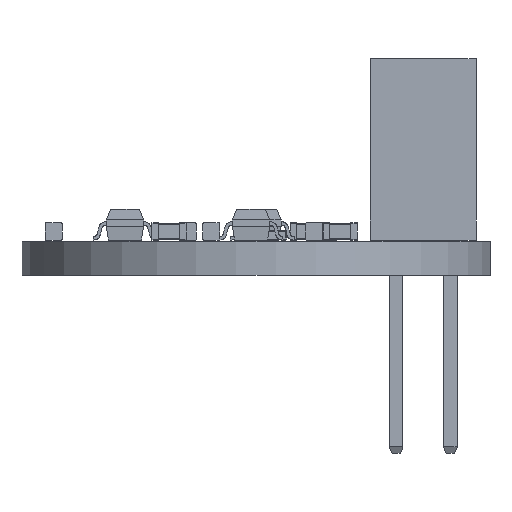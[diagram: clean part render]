
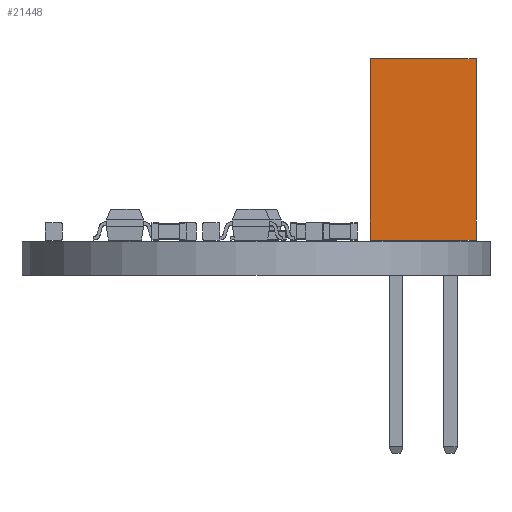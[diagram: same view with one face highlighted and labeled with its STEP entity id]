
A CAD part, front view. The second image highlights one B-rep face of the part: STEP entity #21448.
In plain terms, the highlighted free-form (B-spline) face has degree [1, 1] with [2, 2] control points.
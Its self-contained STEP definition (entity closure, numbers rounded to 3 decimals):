
#19149 = B_SPLINE_SURFACE_WITH_KNOTS('',1,1,(
    (#19150,#19151)
    ,(#19152,#19153
    )),.UNSPECIFIED.,.F.,.F.,.F.,(2,2),(2,2),(-2.477,2.477),(-4.064,
    4.064),.PIECEWISE_BEZIER_KNOTS.);
#19150 = CARTESIAN_POINT('',(-4.064,8.509,-2.477));
#19151 = CARTESIAN_POINT('',(4.064,8.509,-2.477));
#19152 = CARTESIAN_POINT('',(-4.064,8.509,2.477));
#19153 = CARTESIAN_POINT('',(4.064,8.509,2.477));
#19293 = VERTEX_POINT('',#19294);
#19294 = CARTESIAN_POINT('',(4.064,0.,-2.477));
#19302 = B_SPLINE_SURFACE_WITH_KNOTS('',1,1,(
    (#19303,#19304)
    ,(#19305,#19306
  )),.UNSPECIFIED.,.F.,.F.,.F.,(2,2),(2,2),(-8.128,0.),(-8.509,0.),
  .PIECEWISE_BEZIER_KNOTS.);
#19303 = CARTESIAN_POINT('',(-4.064,0.,-2.477));
#19304 = CARTESIAN_POINT('',(-4.064,8.509,-2.477));
#19305 = CARTESIAN_POINT('',(4.064,0.,-2.477));
#19306 = CARTESIAN_POINT('',(4.064,8.509,-2.477));
#19313 = B_SPLINE_SURFACE_WITH_KNOTS('',1,1,(
    (#19314,#19315)
    ,(#19316,#19317
    )),.UNSPECIFIED.,.F.,.F.,.F.,(2,2),(2,2),(-2.477,2.477),(3.556,
    4.064),.PIECEWISE_BEZIER_KNOTS.);
#19314 = CARTESIAN_POINT('',(3.556,0.,-2.477));
#19315 = CARTESIAN_POINT('',(4.064,0.,-2.477));
#19316 = CARTESIAN_POINT('',(3.556,0.,2.477));
#19317 = CARTESIAN_POINT('',(4.064,0.,2.477));
#19324 = EDGE_CURVE('',#19325,#19293,#19327,.T.);
#19325 = VERTEX_POINT('',#19326);
#19326 = CARTESIAN_POINT('',(4.064,8.509,-2.477));
#19327 = SURFACE_CURVE('',#19328,(#19331,#19337),.PCURVE_S1.);
#19328 = B_SPLINE_CURVE_WITH_KNOTS('',1,(#19329,#19330),.UNSPECIFIED.,
  .F.,.F.,(2,2),(-0.,8.509),.PIECEWISE_BEZIER_KNOTS.);
#19329 = CARTESIAN_POINT('',(4.064,8.509,-2.477));
#19330 = CARTESIAN_POINT('',(4.064,0.,-2.477));
#19331 = PCURVE('',#19302,#19332);
#19332 = DEFINITIONAL_REPRESENTATION('',(#19333),#19336);
#19333 = B_SPLINE_CURVE_WITH_KNOTS('',1,(#19334,#19335),.UNSPECIFIED.,
  .F.,.F.,(2,2),(-0.,8.509),.PIECEWISE_BEZIER_KNOTS.);
#19334 = CARTESIAN_POINT('',(0.,0.));
#19335 = CARTESIAN_POINT('',(0.,-8.509));
#19336 = ( GEOMETRIC_REPRESENTATION_CONTEXT(2) 
PARAMETRIC_REPRESENTATION_CONTEXT() REPRESENTATION_CONTEXT('2D SPACE',''
  ) );
#19337 = PCURVE('',#19338,#19343);
#19338 = B_SPLINE_SURFACE_WITH_KNOTS('',1,1,(
    (#19339,#19340)
    ,(#19341,#19342
  )),.UNSPECIFIED.,.F.,.F.,.F.,(2,2),(2,2),(-4.953,0.),(-8.509,0.),
  .PIECEWISE_BEZIER_KNOTS.);
#19339 = CARTESIAN_POINT('',(4.064,0.,-2.477));
#19340 = CARTESIAN_POINT('',(4.064,8.509,-2.477));
#19341 = CARTESIAN_POINT('',(4.064,0.,2.477));
#19342 = CARTESIAN_POINT('',(4.064,8.509,2.477));
#19343 = DEFINITIONAL_REPRESENTATION('',(#19344),#19347);
#19344 = B_SPLINE_CURVE_WITH_KNOTS('',1,(#19345,#19346),.UNSPECIFIED.,
  .F.,.F.,(2,2),(-0.,8.509),.PIECEWISE_BEZIER_KNOTS.);
#19345 = CARTESIAN_POINT('',(-4.953,0.));
#19346 = CARTESIAN_POINT('',(-4.953,-8.509));
#19347 = ( GEOMETRIC_REPRESENTATION_CONTEXT(2) 
PARAMETRIC_REPRESENTATION_CONTEXT() REPRESENTATION_CONTEXT('2D SPACE',''
  ) );
#19700 = B_SPLINE_SURFACE_WITH_KNOTS('',1,1,(
    (#19701,#19702)
    ,(#19703,#19704
  )),.UNSPECIFIED.,.F.,.F.,.F.,(2,2),(2,2),(-8.128,0.),(-8.509,0.),
  .PIECEWISE_BEZIER_KNOTS.);
#19701 = CARTESIAN_POINT('',(4.064,0.,2.477));
#19702 = CARTESIAN_POINT('',(4.064,8.509,2.477));
#19703 = CARTESIAN_POINT('',(-4.064,0.,2.477));
#19704 = CARTESIAN_POINT('',(-4.064,8.509,2.477));
#19938 = VERTEX_POINT('',#19939);
#19939 = CARTESIAN_POINT('',(4.064,8.509,2.477));
#19957 = EDGE_CURVE('',#19938,#19958,#19960,.T.);
#19958 = VERTEX_POINT('',#19959);
#19959 = CARTESIAN_POINT('',(4.064,0.,2.477));
#19960 = SURFACE_CURVE('',#19961,(#19964,#19970),.PCURVE_S1.);
#19961 = B_SPLINE_CURVE_WITH_KNOTS('',1,(#19962,#19963),.UNSPECIFIED.,
  .F.,.F.,(2,2),(-0.,8.509),.PIECEWISE_BEZIER_KNOTS.);
#19962 = CARTESIAN_POINT('',(4.064,8.509,2.477));
#19963 = CARTESIAN_POINT('',(4.064,0.,2.477));
#19964 = PCURVE('',#19700,#19965);
#19965 = DEFINITIONAL_REPRESENTATION('',(#19966),#19969);
#19966 = B_SPLINE_CURVE_WITH_KNOTS('',1,(#19967,#19968),.UNSPECIFIED.,
  .F.,.F.,(2,2),(-0.,8.509),.PIECEWISE_BEZIER_KNOTS.);
#19967 = CARTESIAN_POINT('',(-8.128,0.));
#19968 = CARTESIAN_POINT('',(-8.128,-8.509));
#19969 = ( GEOMETRIC_REPRESENTATION_CONTEXT(2) 
PARAMETRIC_REPRESENTATION_CONTEXT() REPRESENTATION_CONTEXT('2D SPACE',''
  ) );
#19970 = PCURVE('',#19338,#19971);
#19971 = DEFINITIONAL_REPRESENTATION('',(#19972),#19975);
#19972 = B_SPLINE_CURVE_WITH_KNOTS('',1,(#19973,#19974),.UNSPECIFIED.,
  .F.,.F.,(2,2),(-0.,8.509),.PIECEWISE_BEZIER_KNOTS.);
#19973 = CARTESIAN_POINT('',(0.,0.));
#19974 = CARTESIAN_POINT('',(0.,-8.509));
#19975 = ( GEOMETRIC_REPRESENTATION_CONTEXT(2) 
PARAMETRIC_REPRESENTATION_CONTEXT() REPRESENTATION_CONTEXT('2D SPACE',''
  ) );
#21448 = ADVANCED_FACE('',(#21449),#19338,.F.);
#21449 = FACE_BOUND('',#21450,.T.);
#21450 = EDGE_LOOP('',(#21451,#21469,#21470,#21488));
#21451 = ORIENTED_EDGE('',*,*,#21452,.T.);
#21452 = EDGE_CURVE('',#19958,#19293,#21453,.T.);
#21453 = SURFACE_CURVE('',#21454,(#21457,#21463),.PCURVE_S1.);
#21454 = B_SPLINE_CURVE_WITH_KNOTS('',1,(#21455,#21456),.UNSPECIFIED.,
  .F.,.F.,(2,2),(0.,4.953),.PIECEWISE_BEZIER_KNOTS.);
#21455 = CARTESIAN_POINT('',(4.064,0.,2.477));
#21456 = CARTESIAN_POINT('',(4.064,0.,-2.477));
#21457 = PCURVE('',#19338,#21458);
#21458 = DEFINITIONAL_REPRESENTATION('',(#21459),#21462);
#21459 = B_SPLINE_CURVE_WITH_KNOTS('',1,(#21460,#21461),.UNSPECIFIED.,
  .F.,.F.,(2,2),(0.,4.953),.PIECEWISE_BEZIER_KNOTS.);
#21460 = CARTESIAN_POINT('',(0.,-8.509));
#21461 = CARTESIAN_POINT('',(-4.953,-8.509));
#21462 = ( GEOMETRIC_REPRESENTATION_CONTEXT(2) 
PARAMETRIC_REPRESENTATION_CONTEXT() REPRESENTATION_CONTEXT('2D SPACE',''
  ) );
#21463 = PCURVE('',#19313,#21464);
#21464 = DEFINITIONAL_REPRESENTATION('',(#21465),#21468);
#21465 = B_SPLINE_CURVE_WITH_KNOTS('',1,(#21466,#21467),.UNSPECIFIED.,
  .F.,.F.,(2,2),(0.,4.953),.PIECEWISE_BEZIER_KNOTS.);
#21466 = CARTESIAN_POINT('',(2.477,4.064));
#21467 = CARTESIAN_POINT('',(-2.477,4.064));
#21468 = ( GEOMETRIC_REPRESENTATION_CONTEXT(2) 
PARAMETRIC_REPRESENTATION_CONTEXT() REPRESENTATION_CONTEXT('2D SPACE',''
  ) );
#21469 = ORIENTED_EDGE('',*,*,#19324,.F.);
#21470 = ORIENTED_EDGE('',*,*,#21471,.F.);
#21471 = EDGE_CURVE('',#19938,#19325,#21472,.T.);
#21472 = SURFACE_CURVE('',#21473,(#21476,#21482),.PCURVE_S1.);
#21473 = B_SPLINE_CURVE_WITH_KNOTS('',1,(#21474,#21475),.UNSPECIFIED.,
  .F.,.F.,(2,2),(0.,4.953),.PIECEWISE_BEZIER_KNOTS.);
#21474 = CARTESIAN_POINT('',(4.064,8.509,2.477));
#21475 = CARTESIAN_POINT('',(4.064,8.509,-2.477));
#21476 = PCURVE('',#19338,#21477);
#21477 = DEFINITIONAL_REPRESENTATION('',(#21478),#21481);
#21478 = B_SPLINE_CURVE_WITH_KNOTS('',1,(#21479,#21480),.UNSPECIFIED.,
  .F.,.F.,(2,2),(0.,4.953),.PIECEWISE_BEZIER_KNOTS.);
#21479 = CARTESIAN_POINT('',(0.,0.));
#21480 = CARTESIAN_POINT('',(-4.953,0.));
#21481 = ( GEOMETRIC_REPRESENTATION_CONTEXT(2) 
PARAMETRIC_REPRESENTATION_CONTEXT() REPRESENTATION_CONTEXT('2D SPACE',''
  ) );
#21482 = PCURVE('',#19149,#21483);
#21483 = DEFINITIONAL_REPRESENTATION('',(#21484),#21487);
#21484 = B_SPLINE_CURVE_WITH_KNOTS('',1,(#21485,#21486),.UNSPECIFIED.,
  .F.,.F.,(2,2),(0.,4.953),.PIECEWISE_BEZIER_KNOTS.);
#21485 = CARTESIAN_POINT('',(2.477,4.064));
#21486 = CARTESIAN_POINT('',(-2.477,4.064));
#21487 = ( GEOMETRIC_REPRESENTATION_CONTEXT(2) 
PARAMETRIC_REPRESENTATION_CONTEXT() REPRESENTATION_CONTEXT('2D SPACE',''
  ) );
#21488 = ORIENTED_EDGE('',*,*,#19957,.T.);
